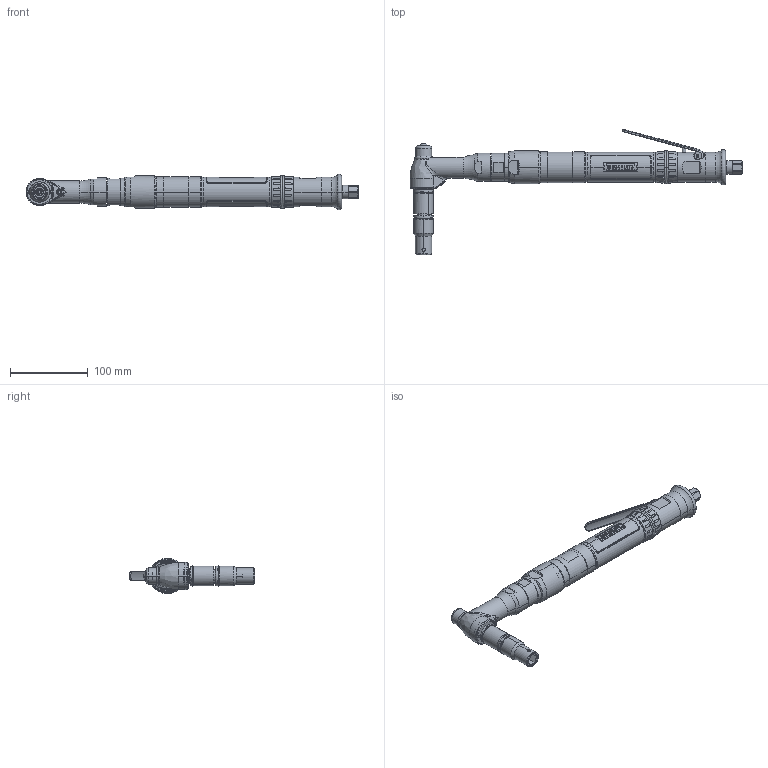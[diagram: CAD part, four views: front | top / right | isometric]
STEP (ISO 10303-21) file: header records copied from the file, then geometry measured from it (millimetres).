
FILE_DESCRIPTION((''),'2;1');
FILE_NAME('AA33LH18V2-46_SHRINK','2011-03-25T',('VST0704'),(''),'PRO/ENGINEER BY PARAMETRIC TECHNOLOGY CORPORATION, 2009460','PRO/ENGINEER BY PARAMETRIC TECHNOLOGY CORPORATION, 2009460','');
FILE_SCHEMA(('CONFIG_CONTROL_DESIGN'));
Length unit declared in the file: inch
Products named in the file (1): AA33LH18V2-46_SHRINK
Bounding box: 426.27 x 161.42 x 45.42 mm (x, y, z)
Surface area: 104491.8 mm2 (no closed solid volume)
Topology: 0 solids, 116 shells, 624 faces, 3039 edges, 2355 vertices
Faces by surface type: cylinder 289, plane 186, cone 61, bspline 39, torus 38, sphere 11
Entity records: 43819 total; most frequent: CARTESIAN_POINT 21852, DIRECTION 4184, ORIENTED_EDGE 4097, EDGE_CURVE 3024, VERTEX_POINT 2355, AXIS2_PLACEMENT_3D 1617, B_SPLINE_CURVE_WITH_KNOTS 1042, CIRCLE 1032
